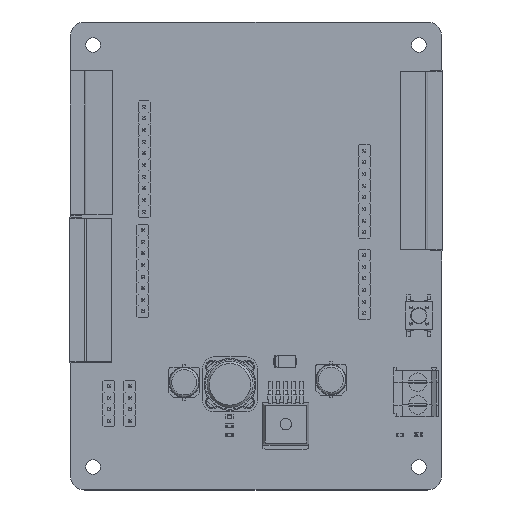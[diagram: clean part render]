
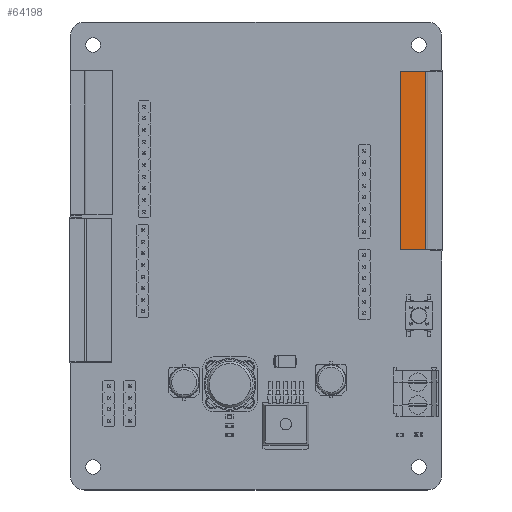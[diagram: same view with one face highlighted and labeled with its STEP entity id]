
A CAD part, top view. The second image highlights one B-rep face of the part: STEP entity #64198.
In plain terms, the highlighted face is planar.
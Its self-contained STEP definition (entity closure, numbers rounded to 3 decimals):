
#60764 = VERTEX_POINT('',#60765);
#60765 = CARTESIAN_POINT('',(-19.495,-3.5,-4.6));
#61100 = VERTEX_POINT('',#61101);
#61101 = CARTESIAN_POINT('',(19.495,-3.5,-4.6));
#61107 = EDGE_CURVE('',#61100,#60764,#61108,.T.);
#61108 = LINE('',#61109,#61110);
#61109 = CARTESIAN_POINT('',(19.645,-3.5,-4.6));
#61110 = VECTOR('',#61111,1.);
#61111 = DIRECTION('',(-1.,0.,0.));
#61279 = EDGE_CURVE('',#60764,#61280,#61282,.T.);
#61280 = VERTEX_POINT('',#61281);
#61281 = CARTESIAN_POINT('',(-19.495,-3.5,1.));
#61282 = LINE('',#61283,#61284);
#61283 = CARTESIAN_POINT('',(-19.495,-3.5,-4.6));
#61284 = VECTOR('',#61285,1.);
#61285 = DIRECTION('',(0.,0.,1.));
#64198 = ADVANCED_FACE('',(#64199),#64217,.T.);
#64199 = FACE_BOUND('',#64200,.T.);
#64200 = EDGE_LOOP('',(#64201,#64202,#64203,#64211));
#64201 = ORIENTED_EDGE('',*,*,#61279,.F.);
#64202 = ORIENTED_EDGE('',*,*,#61107,.F.);
#64203 = ORIENTED_EDGE('',*,*,#64204,.F.);
#64204 = EDGE_CURVE('',#64205,#61100,#64207,.T.);
#64205 = VERTEX_POINT('',#64206);
#64206 = CARTESIAN_POINT('',(19.495,-3.5,1.));
#64207 = LINE('',#64208,#64209);
#64208 = CARTESIAN_POINT('',(19.495,-3.5,-4.6));
#64209 = VECTOR('',#64210,1.);
#64210 = DIRECTION('',(0.,0.,-1.));
#64211 = ORIENTED_EDGE('',*,*,#64212,.T.);
#64212 = EDGE_CURVE('',#64205,#61280,#64213,.T.);
#64213 = LINE('',#64214,#64215);
#64214 = CARTESIAN_POINT('',(19.645,-3.5,1.));
#64215 = VECTOR('',#64216,1.);
#64216 = DIRECTION('',(-1.,0.,0.));
#64217 = PLANE('',#64218);
#64218 = AXIS2_PLACEMENT_3D('',#64219,#64220,#64221);
#64219 = CARTESIAN_POINT('',(19.645,-3.5,-4.6));
#64220 = DIRECTION('',(0.,-1.,0.));
#64221 = DIRECTION('',(0.,0.,-1.));
